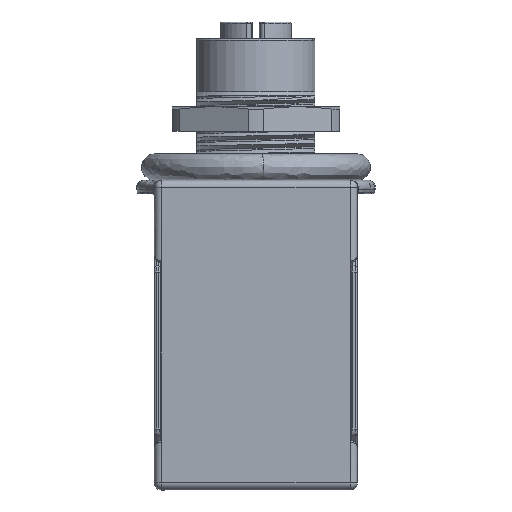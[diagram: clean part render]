
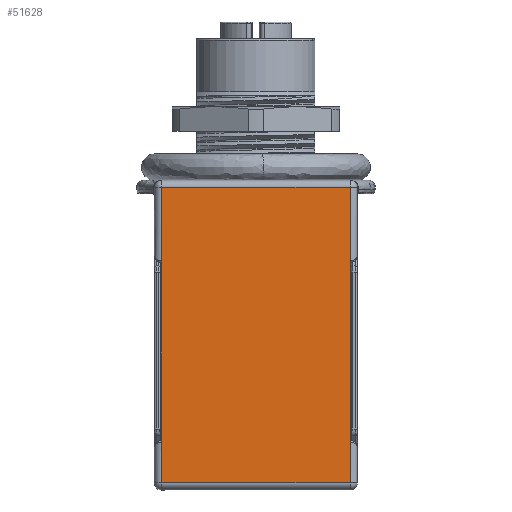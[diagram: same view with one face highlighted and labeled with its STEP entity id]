
A CAD part, front view. The second image highlights one B-rep face of the part: STEP entity #51628.
In plain terms, the highlighted planar face has unit normal (0, -1, 0).
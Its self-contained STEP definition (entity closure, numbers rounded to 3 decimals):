
#1647 = LINE ( 'NONE', #11005, #19048 ) ;
#2467 = VECTOR ( 'NONE', #67930, 1000. ) ;
#3233 = CARTESIAN_POINT ( 'NONE',  ( 10.7, -16., -0.8 ) ) ;
#3870 = VERTEX_POINT ( 'NONE', #13890 ) ;
#5848 = VERTEX_POINT ( 'NONE', #78513 ) ;
#5915 = LINE ( 'NONE', #29093, #82703 ) ;
#6159 = VERTEX_POINT ( 'NONE', #59903 ) ;
#6846 = ORIENTED_EDGE ( 'NONE', *, *, #57432, .T. ) ;
#10664 = ORIENTED_EDGE ( 'NONE', *, *, #64940, .F. ) ;
#11005 = CARTESIAN_POINT ( 'NONE',  ( -10.7, -16., -35.1 ) ) ;
#13266 = LINE ( 'NONE', #89032, #32920 ) ;
#13890 = CARTESIAN_POINT ( 'NONE',  ( -10.7, -16., -0.8 ) ) ;
#18930 = EDGE_LOOP ( 'NONE', ( #65789, #55946, #44235, #10664, #31739, #6846, #19778, #34738 ) ) ;
#19048 = VECTOR ( 'NONE', #70436, 1000. ) ;
#19778 = ORIENTED_EDGE ( 'NONE', *, *, #65562, .T. ) ;
#23320 = CARTESIAN_POINT ( 'NONE',  ( -11.5, -16., -35.1 ) ) ;
#25190 = CARTESIAN_POINT ( 'NONE',  ( 10.7, -16., -34.3 ) ) ;
#26988 = VERTEX_POINT ( 'NONE', #73475 ) ;
#27990 = VERTEX_POINT ( 'NONE', #71700 ) ;
#29093 = CARTESIAN_POINT ( 'NONE',  ( 10.7, -16., -0.8 ) ) ;
#29377 = VERTEX_POINT ( 'NONE', #25190 ) ;
#30764 = DIRECTION ( 'NONE',  ( 1., 0., 0. ) ) ;
#31739 = ORIENTED_EDGE ( 'NONE', *, *, #58379, .T. ) ;
#32920 = VECTOR ( 'NONE', #37205, 1000. ) ;
#34738 = ORIENTED_EDGE ( 'NONE', *, *, #74543, .F. ) ;
#36845 = CARTESIAN_POINT ( 'NONE',  ( -10.7, -16., -0.8 ) ) ;
#37205 = DIRECTION ( 'NONE',  ( 0., 0., -1. ) ) ;
#38108 = VECTOR ( 'NONE', #82431, 1000. ) ;
#41798 = EDGE_CURVE ( 'NONE', #3870, #26988, #1647, .T. ) ;
#44117 = EDGE_CURVE ( 'NONE', #3870, #5848, #5915, .T. ) ;
#44235 = ORIENTED_EDGE ( 'NONE', *, *, #41798, .T. ) ;
#46366 = CARTESIAN_POINT ( 'NONE',  ( 10.7, -16., -9.117 ) ) ;
#46541 = VECTOR ( 'NONE', #90860, 1000. ) ;
#46684 = LINE ( 'NONE', #3233, #83943 ) ;
#46688 = VECTOR ( 'NONE', #59326, 1000. ) ;
#48664 = CARTESIAN_POINT ( 'NONE',  ( -10.7, -16., -29.683 ) ) ;
#50118 = EDGE_CURVE ( 'NONE', #5848, #83137, #13266, .T. ) ;
#51628 = ADVANCED_FACE ( 'NONE', ( #94300 ), #90063, .T. ) ;
#53064 = CARTESIAN_POINT ( 'NONE',  ( 11.5, -16., -34.3 ) ) ;
#53960 = VERTEX_POINT ( 'NONE', #48664 ) ;
#55946 = ORIENTED_EDGE ( 'NONE', *, *, #44117, .F. ) ;
#57432 = EDGE_CURVE ( 'NONE', #6159, #29377, #66348, .T. ) ;
#58379 = EDGE_CURVE ( 'NONE', #53960, #6159, #60276, .T. ) ;
#59326 = DIRECTION ( 'NONE',  ( 0., 0., 1. ) ) ;
#59903 = CARTESIAN_POINT ( 'NONE',  ( -10.7, -16., -34.3 ) ) ;
#60276 = LINE ( 'NONE', #82107, #38108 ) ;
#62979 = DIRECTION ( 'NONE',  ( 0., 0., -1. ) ) ;
#64060 = LINE ( 'NONE', #90058, #2467 ) ;
#64940 = EDGE_CURVE ( 'NONE', #53960, #26988, #66498, .T. ) ;
#65562 = EDGE_CURVE ( 'NONE', #29377, #27990, #64060, .T. ) ;
#65789 = ORIENTED_EDGE ( 'NONE', *, *, #50118, .F. ) ;
#66348 = LINE ( 'NONE', #53064, #46541 ) ;
#66498 = LINE ( 'NONE', #36845, #46688 ) ;
#67930 = DIRECTION ( 'NONE',  ( 0., 0., 1. ) ) ;
#70436 = DIRECTION ( 'NONE',  ( 0., 0., -1. ) ) ;
#71700 = CARTESIAN_POINT ( 'NONE',  ( 10.7, -16., -29.683 ) ) ;
#73475 = CARTESIAN_POINT ( 'NONE',  ( -10.7, -16., -9.117 ) ) ;
#74543 = EDGE_CURVE ( 'NONE', #83137, #27990, #46684, .T. ) ;
#75379 = DIRECTION ( 'NONE',  ( 0., -1., 0. ) ) ;
#78513 = CARTESIAN_POINT ( 'NONE',  ( 10.7, -16., -0.8 ) ) ;
#82107 = CARTESIAN_POINT ( 'NONE',  ( -10.7, -16., -35.1 ) ) ;
#82431 = DIRECTION ( 'NONE',  ( 0., 0., -1. ) ) ;
#82703 = VECTOR ( 'NONE', #88713, 1000. ) ;
#83137 = VERTEX_POINT ( 'NONE', #46366 ) ;
#83943 = VECTOR ( 'NONE', #62979, 1000. ) ;
#87156 = AXIS2_PLACEMENT_3D ( 'NONE', #23320, #75379, #30764 ) ;
#88713 = DIRECTION ( 'NONE',  ( 1., 0., 0. ) ) ;
#89032 = CARTESIAN_POINT ( 'NONE',  ( 10.7, -16., -0.8 ) ) ;
#90058 = CARTESIAN_POINT ( 'NONE',  ( 10.7, -16., -35.1 ) ) ;
#90063 = PLANE ( 'NONE',  #87156 ) ;
#90860 = DIRECTION ( 'NONE',  ( 1., 0., 0. ) ) ;
#94300 = FACE_OUTER_BOUND ( 'NONE', #18930, .T. ) ;
